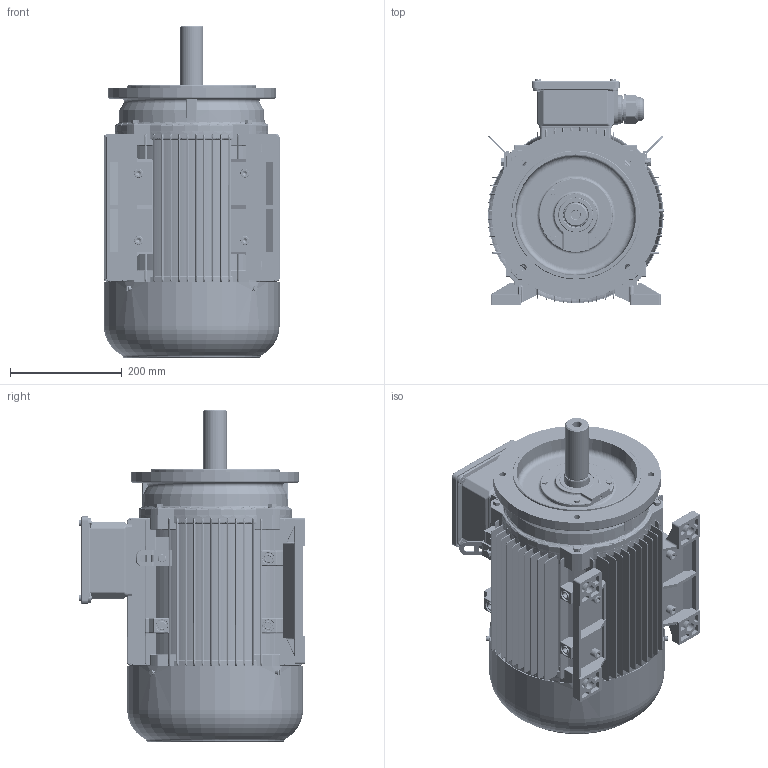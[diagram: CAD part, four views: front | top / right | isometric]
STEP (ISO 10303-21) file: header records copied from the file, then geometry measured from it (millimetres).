
FILE_DESCRIPTION(/* description */ (''),/* implementation_level */ '2;1');
FILE_NAME(/* name */ 'JL3-160M-B34B.stp',/* time_stamp */ '2017-12-05T13:57:16+08:00',/* author */ (''),/* organization */ (''),/* preprocessor_version */ 'ST-DEVELOPER v16',/* originating_system */ 'SIEMENS PLM Software NX 10.0',/* authorisation */ '');
FILE_SCHEMA (('AUTOMOTIVE_DESIGN { 1 0 10303 214 3 1 1 1 }'));
Products named in the file (1): JL3-160M-B34B
Bounding box: 315 x 402.7 x 592.99 mm (x, y, z)
Volume: 7579028.1 mm3; surface area: 2647794 mm2
Topology: 71 solids, 71 shells, 8619 faces, 22237 edges, 14037 vertices
Faces by surface type: plane 3991, cylinder 2164, bspline 1166, torus 760, cone 287, sphere 251
Full cylindrical faces by diameter (mm): 4.48 x5, 5 x5, 5.3 x5, 5.35 x4, 6 x4, 7.188 x8, 8 x15, 8.58 x2, 9.1 x8, 10 x13, 12 x4, 12.1 x2, 14.785 x2, 16 x5, 27.5 x1, 32.5 x3, 37.5 x5, 38.2 x1, 38.75 x6, 40 x7, 41.25 x6, 43.125 x1, 45 x1, 52 x1, 53.125 x1, 62 x1, 65 x1, 66 x1, 100.01 x1, 132 x1
Entity records: 315063 total; most frequent: CARTESIAN_POINT 115361, ORIENTED_EDGE 43666, DIRECTION 36955, EDGE_CURVE 21833, VERTEX_POINT 13895, AXIS2_PLACEMENT_3D 12359, LINE 12237, VECTOR 12237
